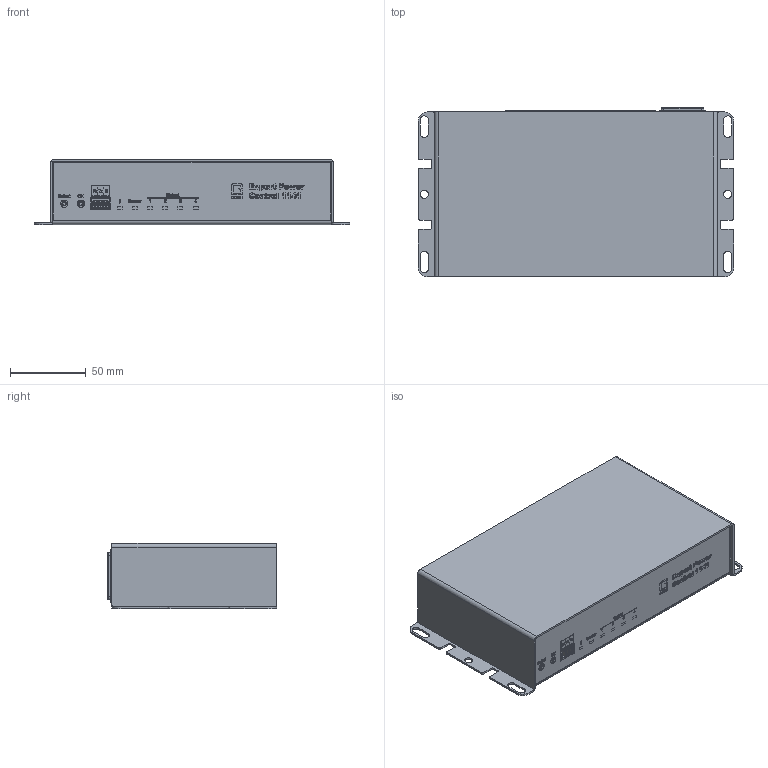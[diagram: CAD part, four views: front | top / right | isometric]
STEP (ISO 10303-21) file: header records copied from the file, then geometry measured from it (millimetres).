
FILE_DESCRIPTION(/* description */ (''),/* implementation_level */ '2;1');
FILE_NAME(/* name */ 'Power_Control_1141_v240502.step',/* time_stamp */ '2024-05-02T11:12:35+02:00',/* author */ (''),/* organization */ (''),/* preprocessor_version */ 'ST-DEVELOPER v20',/* originating_system */ 'Autodesk Translation Framework v12.20.1.177',/* authorisation */ '');
FILE_SCHEMA (('AUTOMOTIVE_DESIGN { 1 0 10303 214 3 1 1 }'));
Products named in the file (37): Power_Control_1141_v240502; X_R-3016(00); Component2; Component1; Component3; Component4; Component4(Mirror); Component6; 2024-05-02_30105-087 Gehäuse EPC 1141 kurz geschlitzt; Component19; 30000515_R-302G4; Component1_1; Component3_1; Component4_1; Component5; ENG_CD_215877_AF1-2028325_Sensor; Component1_2; Component3_2; 1501900_TAIMAG_LAN_spec; Component1_3; Component5_1; Component4_2; Component2_1; Component2(Mirror); PTR_STL1550_3G_35_H; status_led; Component1_4; button; button_1; Component1_5; v6.2_Gude-EPC1141-front-Folienvorlage-02.05.2024.fusion; Component1_6; Component2_2; v6.0_Gude-EPC1140_EPC1141-back-Folienvorlage-02.05.2024.fusion; Component1_7; Component2_3; M4x16_92010A226_Passivated 18-8 Stainless Steel Phillips Flat Head Sc
rew
Assembly tree (41 placements, depth 3):
  Power_Control_1141_v240502
    X_R-3016(00)
      Component2
      Component1
      Component3
      Component4
      Component4(Mirror)
      Component6
    2024-05-02_30105-087 Gehäuse EPC 1141 kurz geschlitzt
      Component19
    30000515_R-302G4
      Component1_1
      Component3_1  x4
      Component4_1
      Component5
    ENG_CD_215877_AF1-2028325_Sensor
      Component1_2
      Component3_2
    1501900_TAIMAG_LAN_spec
      Component1_3
      Component5_1
      Component4_2
      Component2_1
      Component2(Mirror)
    PTR_STL1550_3G_35_H
    status_led
      Component1_4
    button
      Component1_5
    button_1
      Component1_5
    v6.2_Gude-EPC1141-front-Folienvorlage-02.05.2024.fusion
      Component1_6
      Component2_2
    v6.0_Gude-EPC1140_EPC1141-back-Folienvorlage-02.05.2024.fusion
      Component1_7
      Component2_3
    M4x16_92010A226_Passivated 18-8 Stainless Steel Phillips Flat Head Sc
rew  x2
Bounding box: 208 x 111.6 x 42.95 mm (x, y, z)
Volume: 831327 mm3; surface area: 142424.1 mm2
Topology: 137 solids, 137 shells, 3899 faces, 10320 edges, 6771 vertices
Faces by surface type: plane 2165, bspline 1217, cylinder 436, torus 71, cone 10
Full cylindrical faces by diameter (mm): 2.9 x1, 3 x2, 3.091 x36, 3.9 x1, 4 x36, 4.8 x4, 5.3 x2, 8.5 x2
Entity records: 141389 total; most frequent: CARTESIAN_POINT 54163, ORIENTED_EDGE 20024, DIRECTION 13624, EDGE_CURVE 10012, LINE 6754, VECTOR 6754, VERTEX_POINT 6566, EDGE_LOOP 3964
